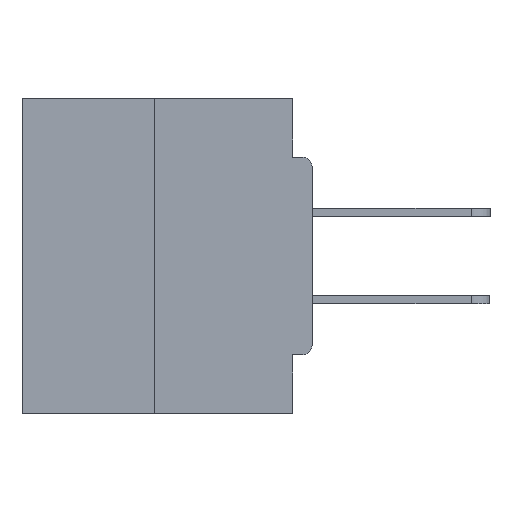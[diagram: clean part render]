
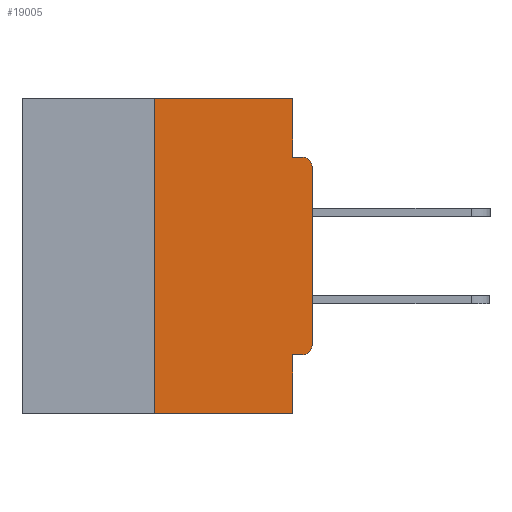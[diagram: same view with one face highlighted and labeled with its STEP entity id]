
A CAD part, left-side view. The second image highlights one B-rep face of the part: STEP entity #19005.
In plain terms, the highlighted planar face has unit normal (-1, 0, 0).
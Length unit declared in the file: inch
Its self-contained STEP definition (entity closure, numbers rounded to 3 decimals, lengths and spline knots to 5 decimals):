
#177 = CIRCLE ( 'NONE', #15352, 0.015 ) ;
#185 = CARTESIAN_POINT ( 'NONE',  ( 0., 0.031, -0.4065 ) ) ;
#529 = AXIS2_PLACEMENT_3D ( 'NONE', #18406, #15925, #18501 ) ;
#1219 = VERTEX_POINT ( 'NONE', #7862 ) ;
#1633 = CIRCLE ( 'NONE', #529, 0.015 ) ;
#1805 = VECTOR ( 'NONE', #7797, 39.37008 ) ;
#2362 = ORIENTED_EDGE ( 'NONE', *, *, #3054, .T. ) ;
#2426 = VECTOR ( 'NONE', #9698, 39.37008 ) ;
#2762 = CARTESIAN_POINT ( 'NONE',  ( 0., 0., 0. ) ) ;
#2770 = VECTOR ( 'NONE', #20889, 39.37008 ) ;
#2835 = ORIENTED_EDGE ( 'NONE', *, *, #25305, .F. ) ;
#2841 = DIRECTION ( 'NONE',  ( 0., 1., 0. ) ) ;
#2848 = CARTESIAN_POINT ( 'NONE',  ( 0., 0., -0.1085 ) ) ;
#3054 = EDGE_CURVE ( 'NONE', #1219, #5990, #29971, .T. ) ;
#3342 = DIRECTION ( 'NONE',  ( 0., 0., 1. ) ) ;
#3410 = DIRECTION ( 'NONE',  ( 1., 0., 0. ) ) ;
#3883 = ORIENTED_EDGE ( 'NONE', *, *, #15658, .F. ) ;
#4094 = VERTEX_POINT ( 'NONE', #16120 ) ;
#4395 = ORIENTED_EDGE ( 'NONE', *, *, #8075, .F. ) ;
#4849 = EDGE_CURVE ( 'NONE', #21827, #8022, #12407, .T. ) ;
#5238 = CARTESIAN_POINT ( 'NONE',  ( 0., 0.46, -0.5 ) ) ;
#5533 = CARTESIAN_POINT ( 'NONE',  ( 0., 0., -0.4065 ) ) ;
#5916 = ORIENTED_EDGE ( 'NONE', *, *, #11683, .T. ) ;
#5934 = VERTEX_POINT ( 'NONE', #185 ) ;
#5990 = VERTEX_POINT ( 'NONE', #2848 ) ;
#6826 = CARTESIAN_POINT ( 'NONE',  ( 0., 0.015, -0.3915 ) ) ;
#7170 = ORIENTED_EDGE ( 'NONE', *, *, #4849, .F. ) ;
#7797 = DIRECTION ( 'NONE',  ( 0., 0., -1. ) ) ;
#7862 = CARTESIAN_POINT ( 'NONE',  ( 0., 0., -0.3915 ) ) ;
#8022 = VERTEX_POINT ( 'NONE', #25672 ) ;
#8075 = EDGE_CURVE ( 'NONE', #32661, #26429, #24960, .T. ) ;
#9377 = DIRECTION ( 'NONE',  ( -1., 0., 0. ) ) ;
#9698 = DIRECTION ( 'NONE',  ( 0., 0., -1. ) ) ;
#9798 = CARTESIAN_POINT ( 'NONE',  ( 0., 0., -0.0935 ) ) ;
#10173 = EDGE_CURVE ( 'NONE', #5990, #26429, #1633, .T. ) ;
#11285 = LINE ( 'NONE', #21490, #21694 ) ;
#11336 = ORIENTED_EDGE ( 'NONE', *, *, #12264, .F. ) ;
#11378 = CARTESIAN_POINT ( 'NONE',  ( 0., 0.46, 0. ) ) ;
#11478 = CARTESIAN_POINT ( 'NONE',  ( 0., 0.031, -0.0935 ) ) ;
#11683 = EDGE_CURVE ( 'NONE', #4094, #1219, #177, .T. ) ;
#12264 = EDGE_CURVE ( 'NONE', #4094, #5934, #33037, .T. ) ;
#12407 = LINE ( 'NONE', #28522, #2770 ) ;
#13273 = FACE_OUTER_BOUND ( 'NONE', #30535, .T. ) ;
#14130 = EDGE_CURVE ( 'NONE', #19658, #26329, #30295, .T. ) ;
#14152 = ORIENTED_EDGE ( 'NONE', *, *, #10173, .T. ) ;
#14536 = DIRECTION ( 'NONE',  ( 0., 0., -1. ) ) ;
#15352 = AXIS2_PLACEMENT_3D ( 'NONE', #6826, #9377, #14536 ) ;
#15428 = VECTOR ( 'NONE', #26661, 39.37008 ) ;
#15658 = EDGE_CURVE ( 'NONE', #8022, #32661, #17921, .T. ) ;
#15925 = DIRECTION ( 'NONE',  ( -1., 0., 0. ) ) ;
#16120 = CARTESIAN_POINT ( 'NONE',  ( 0., 0.015, -0.4065 ) ) ;
#16552 = CARTESIAN_POINT ( 'NONE',  ( 0., 0.031, -0.5 ) ) ;
#17512 = DIRECTION ( 'NONE',  ( 0., -1., 0. ) ) ;
#17887 = DIRECTION ( 'NONE',  ( 0., 0., 1. ) ) ;
#17921 = LINE ( 'NONE', #20880, #1805 ) ;
#18018 = ORIENTED_EDGE ( 'NONE', *, *, #14130, .T. ) ;
#18073 = LINE ( 'NONE', #19800, #2426 ) ;
#18406 = CARTESIAN_POINT ( 'NONE',  ( 0., 0.015, -0.1085 ) ) ;
#18501 = DIRECTION ( 'NONE',  ( 0., 0., -1. ) ) ;
#19005 = ADVANCED_FACE ( 'NONE', ( #13273 ), #25718, .F. ) ;
#19419 = EDGE_CURVE ( 'NONE', #5934, #26329, #18073, .T. ) ;
#19658 = VERTEX_POINT ( 'NONE', #26961 ) ;
#19800 = CARTESIAN_POINT ( 'NONE',  ( 0., 0.031, -0.5 ) ) ;
#20880 = CARTESIAN_POINT ( 'NONE',  ( 0., 0.031, 0. ) ) ;
#20889 = DIRECTION ( 'NONE',  ( 0., -1., 0. ) ) ;
#21490 = CARTESIAN_POINT ( 'NONE',  ( 0., 0.25, 0. ) ) ;
#21694 = VECTOR ( 'NONE', #3342, 39.37008 ) ;
#21827 = VERTEX_POINT ( 'NONE', #27757 ) ;
#23940 = DIRECTION ( 'NONE',  ( 0., 0., -1. ) ) ;
#24127 = VECTOR ( 'NONE', #17512, 39.37008 ) ;
#24960 = LINE ( 'NONE', #9798, #24127 ) ;
#25305 = EDGE_CURVE ( 'NONE', #19658, #21827, #11285, .T. ) ;
#25672 = CARTESIAN_POINT ( 'NONE',  ( 0., 0.031, 0. ) ) ;
#25718 = PLANE ( 'NONE',  #27839 ) ;
#25964 = VECTOR ( 'NONE', #17887, 39.37008 ) ;
#26329 = VERTEX_POINT ( 'NONE', #16552 ) ;
#26429 = VERTEX_POINT ( 'NONE', #32921 ) ;
#26661 = DIRECTION ( 'NONE',  ( 0., -1., 0. ) ) ;
#26961 = CARTESIAN_POINT ( 'NONE',  ( 0., 0.25, -0.5 ) ) ;
#27757 = CARTESIAN_POINT ( 'NONE',  ( 0., 0.25, 0. ) ) ;
#27839 = AXIS2_PLACEMENT_3D ( 'NONE', #11378, #3410, #23940 ) ;
#28522 = CARTESIAN_POINT ( 'NONE',  ( 0., 0.46, 0. ) ) ;
#29971 = LINE ( 'NONE', #2762, #25964 ) ;
#30295 = LINE ( 'NONE', #5238, #15428 ) ;
#30535 = EDGE_LOOP ( 'NONE', ( #7170, #2835, #18018, #30829, #11336, #5916, #2362, #14152, #4395, #3883 ) ) ;
#30829 = ORIENTED_EDGE ( 'NONE', *, *, #19419, .F. ) ;
#31844 = VECTOR ( 'NONE', #2841, 39.37008 ) ;
#32661 = VERTEX_POINT ( 'NONE', #11478 ) ;
#32921 = CARTESIAN_POINT ( 'NONE',  ( 0., 0.015, -0.0935 ) ) ;
#33037 = LINE ( 'NONE', #5533, #31844 ) ;
